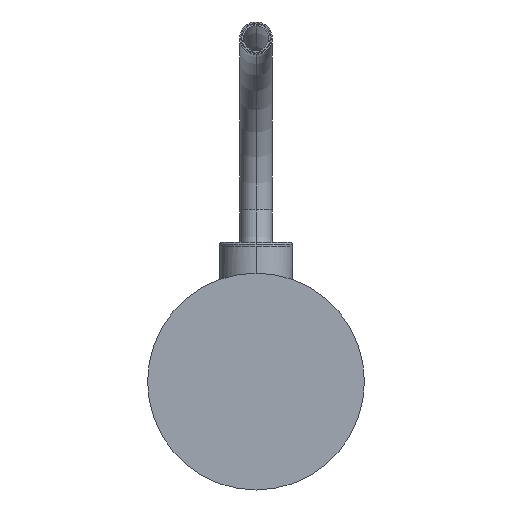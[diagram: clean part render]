
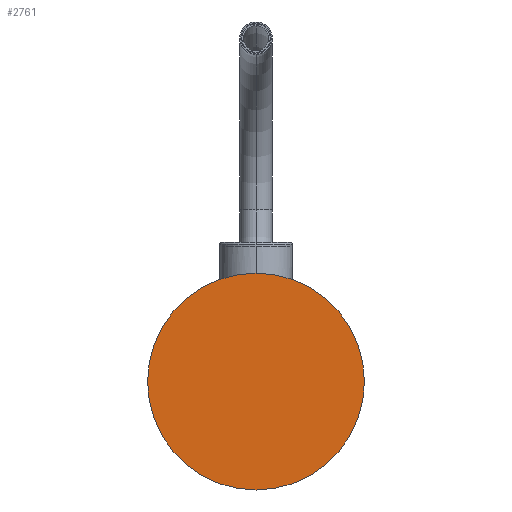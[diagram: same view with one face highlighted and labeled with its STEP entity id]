
A CAD part, front view. The second image highlights one B-rep face of the part: STEP entity #2761.
In plain terms, the highlighted planar face has unit normal (0, -1, 0).
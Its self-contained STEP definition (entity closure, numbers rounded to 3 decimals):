
#97 = EDGE_CURVE ( 'NONE', #3947, #1174, #4816, .T. ) ;
#490 = CARTESIAN_POINT ( 'NONE',  ( -137.692, -588.151, 944.4 ) ) ;
#642 = EDGE_LOOP ( 'NONE', ( #5853, #5267 ) ) ;
#925 = CIRCLE ( 'NONE', #5024, 60. ) ;
#966 = DIRECTION ( 'NONE',  ( 0., -1., 0. ) ) ;
#979 = EDGE_CURVE ( 'NONE', #1174, #3947, #925, .T. ) ;
#1174 = VERTEX_POINT ( 'NONE', #3594 ) ;
#1897 = AXIS2_PLACEMENT_3D ( 'NONE', #490, #966, #4389 ) ;
#2761 = ADVANCED_FACE ( 'NONE', ( #4022 ), #5582, .T. ) ;
#3086 = DIRECTION ( 'NONE',  ( 0., -1., 0. ) ) ;
#3594 = CARTESIAN_POINT ( 'NONE',  ( -137.692, -588.151, 1004.4 ) ) ;
#3644 = DIRECTION ( 'NONE',  ( 0., 0., -1. ) ) ;
#3836 = AXIS2_PLACEMENT_3D ( 'NONE', #5989, #3086, #3644 ) ;
#3912 = CARTESIAN_POINT ( 'NONE',  ( -137.692, -588.151, 884.4 ) ) ;
#3947 = VERTEX_POINT ( 'NONE', #3912 ) ;
#4022 = FACE_OUTER_BOUND ( 'NONE', #642, .T. ) ;
#4389 = DIRECTION ( 'NONE',  ( 0., 0., -1. ) ) ;
#4468 = DIRECTION ( 'NONE',  ( 0., 0., -1. ) ) ;
#4816 = CIRCLE ( 'NONE', #1897, 60. ) ;
#5024 = AXIS2_PLACEMENT_3D ( 'NONE', #5514, #5496, #4468 ) ;
#5267 = ORIENTED_EDGE ( 'NONE', *, *, #97, .T. ) ;
#5496 = DIRECTION ( 'NONE',  ( 0., -1., 0. ) ) ;
#5514 = CARTESIAN_POINT ( 'NONE',  ( -137.692, -588.151, 944.4 ) ) ;
#5582 = PLANE ( 'NONE',  #3836 ) ;
#5853 = ORIENTED_EDGE ( 'NONE', *, *, #979, .T. ) ;
#5989 = CARTESIAN_POINT ( 'NONE',  ( -137.692, -588.151, 944.4 ) ) ;
